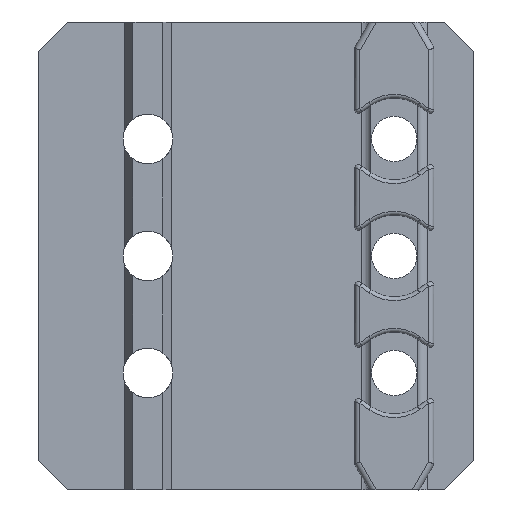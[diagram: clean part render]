
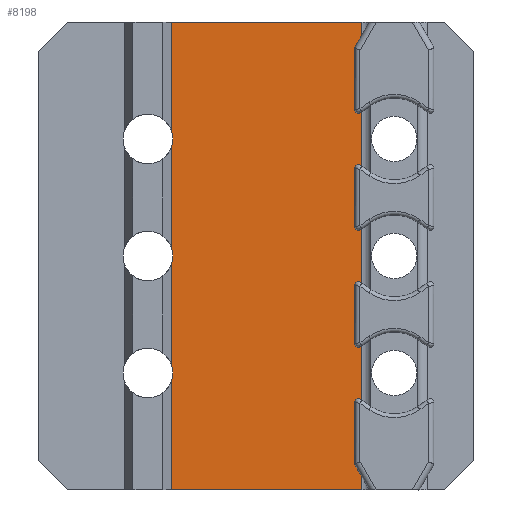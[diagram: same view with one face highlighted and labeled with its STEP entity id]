
A CAD part, left-side view. The second image highlights one B-rep face of the part: STEP entity #8198.
In plain terms, the highlighted planar face has unit normal (-1, 0, 0).
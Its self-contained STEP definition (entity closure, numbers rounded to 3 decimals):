
#47 = ORIENTED_EDGE ( 'NONE', *, *, #7216, .T. ) ;
#276 = VERTEX_POINT ( 'NONE', #3674 ) ;
#357 = CARTESIAN_POINT ( 'NONE',  ( -1.1, 15.25, -16. ) ) ;
#378 = DIRECTION ( 'NONE',  ( 0., 0., -1. ) ) ;
#665 = CARTESIAN_POINT ( 'NONE',  ( -1.1, 15.25, 16. ) ) ;
#865 = AXIS2_PLACEMENT_3D ( 'NONE', #1020, #8202, #1822 ) ;
#906 = ORIENTED_EDGE ( 'NONE', *, *, #1129, .T. ) ;
#952 = VERTEX_POINT ( 'NONE', #1809 ) ;
#1020 = CARTESIAN_POINT ( 'NONE',  ( -1.1, 16.85, -8. ) ) ;
#1040 = EDGE_CURVE ( 'NONE', #4243, #3090, #5950, .T. ) ;
#1129 = EDGE_CURVE ( 'NONE', #8930, #276, #6452, .T. ) ;
#1222 = CIRCLE ( 'NONE', #2139, 1.7 ) ;
#1451 = ORIENTED_EDGE ( 'NONE', *, *, #2619, .T. ) ;
#1570 = LINE ( 'NONE', #3772, #7380 ) ;
#1591 = DIRECTION ( 'NONE',  ( 0., 1., 0. ) ) ;
#1711 = CARTESIAN_POINT ( 'NONE',  ( -1.1, 5.436, 16. ) ) ;
#1809 = CARTESIAN_POINT ( 'NONE',  ( -1.1, 15.25, -7.426 ) ) ;
#1822 = DIRECTION ( 'NONE',  ( 0., 1., 0. ) ) ;
#1868 = VECTOR ( 'NONE', #2811, 1000. ) ;
#1901 = LINE ( 'NONE', #3612, #8594 ) ;
#2021 = CARTESIAN_POINT ( 'NONE',  ( -1.1, 15.25, 7.426 ) ) ;
#2139 = AXIS2_PLACEMENT_3D ( 'NONE', #5426, #6144, #3780 ) ;
#2204 = CIRCLE ( 'NONE', #865, 1.7 ) ;
#2370 = CARTESIAN_POINT ( 'NONE',  ( -1.1, 2.25, -16. ) ) ;
#2395 = ORIENTED_EDGE ( 'NONE', *, *, #3493, .T. ) ;
#2466 = ORIENTED_EDGE ( 'NONE', *, *, #9265, .F. ) ;
#2619 = EDGE_CURVE ( 'NONE', #952, #2993, #2204, .T. ) ;
#2811 = DIRECTION ( 'NONE',  ( 0., -1., 0. ) ) ;
#2982 = FACE_OUTER_BOUND ( 'NONE', #6808, .T. ) ;
#2993 = VERTEX_POINT ( 'NONE', #5685 ) ;
#3090 = VERTEX_POINT ( 'NONE', #4693 ) ;
#3493 = EDGE_CURVE ( 'NONE', #2993, #4118, #9269, .T. ) ;
#3612 = CARTESIAN_POINT ( 'NONE',  ( -1.1, 15.25, 16. ) ) ;
#3674 = CARTESIAN_POINT ( 'NONE',  ( -1.1, 15.25, -0.574 ) ) ;
#3772 = CARTESIAN_POINT ( 'NONE',  ( -1.1, 15.25, 16. ) ) ;
#3780 = DIRECTION ( 'NONE',  ( 0., 1., 0. ) ) ;
#3982 = LINE ( 'NONE', #8778, #7585 ) ;
#4085 = PLANE ( 'NONE',  #8576 ) ;
#4118 = VERTEX_POINT ( 'NONE', #357 ) ;
#4243 = VERTEX_POINT ( 'NONE', #5733 ) ;
#4387 = CARTESIAN_POINT ( 'NONE',  ( -1.1, 5.436, 16. ) ) ;
#4412 = DIRECTION ( 'NONE',  ( 0., 0., -1. ) ) ;
#4580 = LINE ( 'NONE', #5920, #6306 ) ;
#4693 = CARTESIAN_POINT ( 'NONE',  ( -1.1, 2.25, 16. ) ) ;
#4776 = VECTOR ( 'NONE', #9461, 1000. ) ;
#4791 = VERTEX_POINT ( 'NONE', #2370 ) ;
#5088 = EDGE_CURVE ( 'NONE', #4243, #8443, #1570, .T. ) ;
#5157 = CARTESIAN_POINT ( 'NONE',  ( -1.1, 15.25, 8.574 ) ) ;
#5292 = DIRECTION ( 'NONE',  ( 1., 0., 0. ) ) ;
#5406 = EDGE_CURVE ( 'NONE', #4118, #4791, #6871, .T. ) ;
#5426 = CARTESIAN_POINT ( 'NONE',  ( -1.1, 16.85, 8. ) ) ;
#5436 = AXIS2_PLACEMENT_3D ( 'NONE', #8688, #5292, #1591 ) ;
#5685 = CARTESIAN_POINT ( 'NONE',  ( -1.1, 15.25, -8.574 ) ) ;
#5733 = CARTESIAN_POINT ( 'NONE',  ( -1.1, 15.25, 16. ) ) ;
#5920 = CARTESIAN_POINT ( 'NONE',  ( -1.1, 2.25, 16. ) ) ;
#5950 = LINE ( 'NONE', #4387, #1868 ) ;
#6036 = ORIENTED_EDGE ( 'NONE', *, *, #5088, .T. ) ;
#6052 = DIRECTION ( 'NONE',  ( 0., 0., -1. ) ) ;
#6144 = DIRECTION ( 'NONE',  ( 1., 0., 0. ) ) ;
#6306 = VECTOR ( 'NONE', #378, 1000. ) ;
#6416 = DIRECTION ( 'NONE',  ( 0., 0., -1. ) ) ;
#6452 = CIRCLE ( 'NONE', #5436, 1.7 ) ;
#6651 = VECTOR ( 'NONE', #7079, 1000. ) ;
#6808 = EDGE_LOOP ( 'NONE', ( #47, #1451, #2395, #8415, #2466, #9854, #6036, #9533, #8445, #906 ) ) ;
#6871 = LINE ( 'NONE', #7104, #4776 ) ;
#7079 = DIRECTION ( 'NONE',  ( 0., 0., -1. ) ) ;
#7104 = CARTESIAN_POINT ( 'NONE',  ( -1.1, 5.436, -16. ) ) ;
#7216 = EDGE_CURVE ( 'NONE', #276, #952, #1901, .T. ) ;
#7341 = DIRECTION ( 'NONE',  ( 1., 0., 0. ) ) ;
#7380 = VECTOR ( 'NONE', #6052, 1000. ) ;
#7549 = EDGE_CURVE ( 'NONE', #9380, #8930, #3982, .T. ) ;
#7585 = VECTOR ( 'NONE', #6416, 1000. ) ;
#8198 = ADVANCED_FACE ( 'NONE', ( #2982 ), #4085, .F. ) ;
#8202 = DIRECTION ( 'NONE',  ( 1., 0., 0. ) ) ;
#8213 = CARTESIAN_POINT ( 'NONE',  ( -1.1, 15.25, 0.574 ) ) ;
#8415 = ORIENTED_EDGE ( 'NONE', *, *, #5406, .T. ) ;
#8443 = VERTEX_POINT ( 'NONE', #5157 ) ;
#8445 = ORIENTED_EDGE ( 'NONE', *, *, #7549, .T. ) ;
#8576 = AXIS2_PLACEMENT_3D ( 'NONE', #1711, #7341, #9754 ) ;
#8594 = VECTOR ( 'NONE', #4412, 1000. ) ;
#8688 = CARTESIAN_POINT ( 'NONE',  ( -1.1, 16.85, 0. ) ) ;
#8778 = CARTESIAN_POINT ( 'NONE',  ( -1.1, 15.25, 16. ) ) ;
#8930 = VERTEX_POINT ( 'NONE', #8213 ) ;
#9265 = EDGE_CURVE ( 'NONE', #3090, #4791, #4580, .T. ) ;
#9269 = LINE ( 'NONE', #665, #6651 ) ;
#9380 = VERTEX_POINT ( 'NONE', #2021 ) ;
#9461 = DIRECTION ( 'NONE',  ( 0., -1., 0. ) ) ;
#9533 = ORIENTED_EDGE ( 'NONE', *, *, #9808, .T. ) ;
#9754 = DIRECTION ( 'NONE',  ( 0., 1., 0. ) ) ;
#9808 = EDGE_CURVE ( 'NONE', #8443, #9380, #1222, .T. ) ;
#9854 = ORIENTED_EDGE ( 'NONE', *, *, #1040, .F. ) ;
